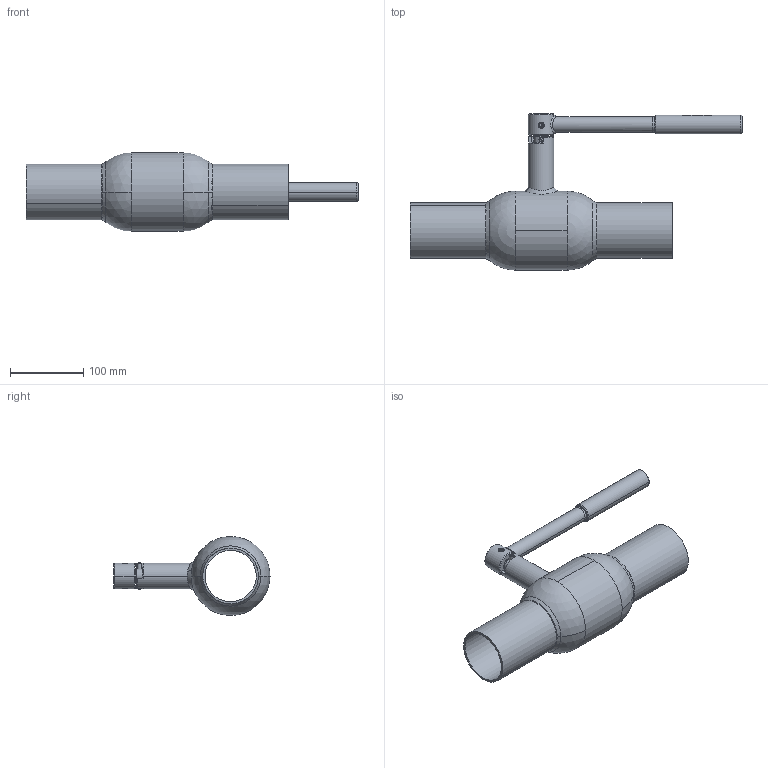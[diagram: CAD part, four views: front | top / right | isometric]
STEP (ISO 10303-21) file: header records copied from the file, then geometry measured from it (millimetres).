
FILE_DESCRIPTION (( 'STEP AP214' ), '1' );
FILE_NAME ('64102065 010.STEP', '2010-10-11T18:04:16', ( 'BROEN A/S' ), ( 'BROEN A/S' ), 'SwSTEP 2.0', 'SolidWorks 2009', '' );
FILE_SCHEMA (( 'AUTOMOTIVE_DESIGN' ));
Length unit declared in the file: millimetre
Products named in the file (1): 64102065 010
Bounding box: 454.61 x 213.8 x 108 mm (x, y, z)
Surface area: 199749.2 mm2 (no closed solid volume)
Topology: 0 solids, 31 shells, 178 faces, 935 edges, 756 vertices
Faces by surface type: cylinder 74, cone 35, plane 30, bspline 27, torus 8, sphere 4
Entity records: 23308 total; most frequent: CARTESIAN_POINT 15026, ORIENTED_EDGE 1213, DIRECTION 1020, EDGE_CURVE 927, VERTEX_POINT 756, B_SPLINE_CURVE_WITH_KNOTS 435, AXIS2_PLACEMENT_3D 380, VECTOR 260
